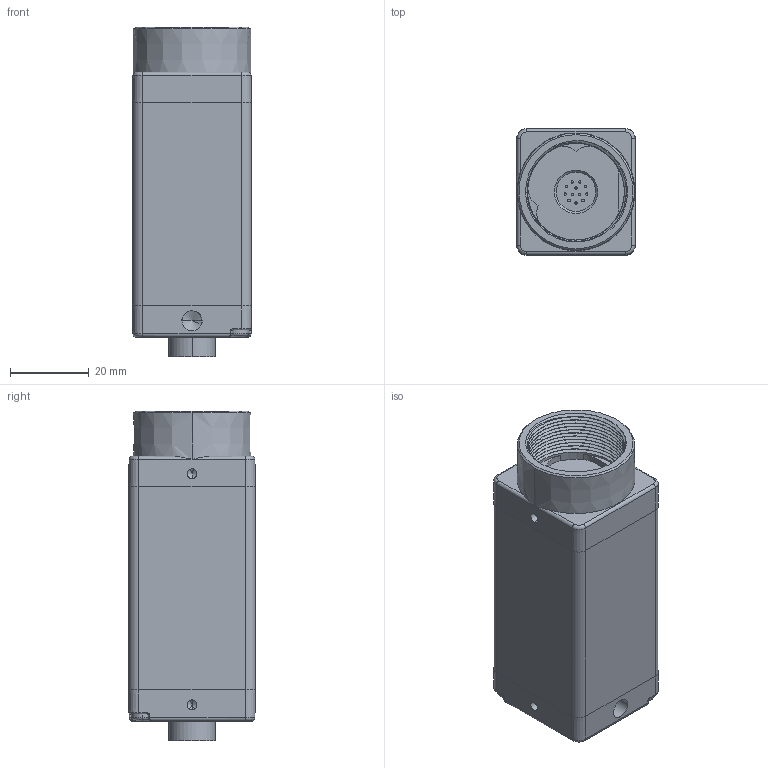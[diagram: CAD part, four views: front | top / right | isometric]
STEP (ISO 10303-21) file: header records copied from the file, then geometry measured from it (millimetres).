
FILE_DESCRIPTION((''),'2;1');
FILE_NAME('144631_SW','2009-04-27T',('banengservice'),('BANNER ENGINEERING'),'PRO/ENGINEER BY PARAMETRIC TECHNOLOGY CORPORATION, 2006170','PRO/ENGINEER BY PARAMETRIC TECHNOLOGY CORPORATION, 2006170','');
FILE_SCHEMA(('CONFIG_CONTROL_DESIGN'));
Length unit declared in the file: inch
Products named in the file (1): 144631_SW
Bounding box: 30 x 32 x 83.45 mm (x, y, z)
Volume: 19625.3 mm3; surface area: 23607.4 mm2
Topology: 2 solids, 2 shells, 681 faces, 1627 edges, 984 vertices
Faces by surface type: cylinder 276, plane 240, torus 60, cone 43, bspline 42, sphere 20
Entity records: 26626 total; most frequent: CARTESIAN_POINT 10796, DIRECTION 3413, ORIENTED_EDGE 3218, EDGE_CURVE 1609, AXIS2_PLACEMENT_3D 1284, VERTEX_POINT 984, VECTOR 845, LINE 845
